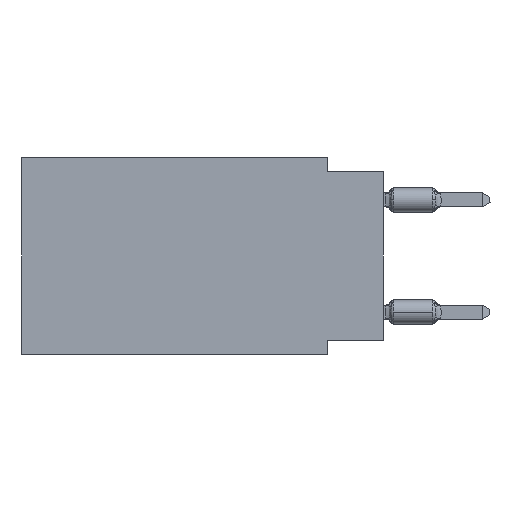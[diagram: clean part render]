
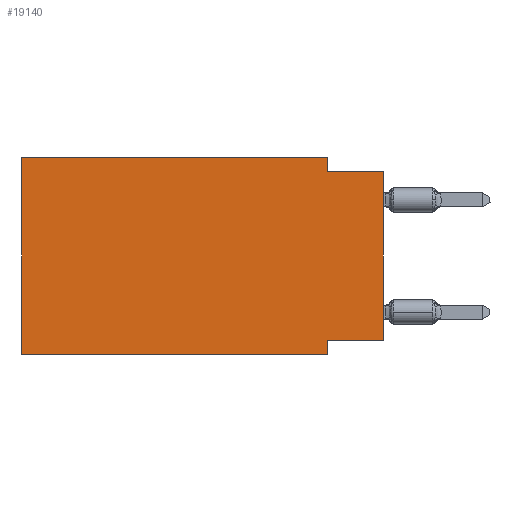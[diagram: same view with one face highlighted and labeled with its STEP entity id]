
A CAD part, left-side view. The second image highlights one B-rep face of the part: STEP entity #19140.
In plain terms, the highlighted planar face has unit normal (-1, 0, 0).
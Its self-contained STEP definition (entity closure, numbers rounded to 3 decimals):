
#226 = FACE_OUTER_BOUND ( 'NONE', #1784, .T. ) ;
#1568 = EDGE_CURVE ( 'NONE', #5089, #16375, #32176, .T. ) ;
#1665 = ORIENTED_EDGE ( 'NONE', *, *, #5055, .F. ) ;
#1732 = CARTESIAN_POINT ( 'NONE',  ( 0., 2.54, -0.635 ) ) ;
#1784 = EDGE_LOOP ( 'NONE', ( #15608, #35573, #1665, #35536, #29933, #35575, #8021, #7369 ) ) ;
#2641 = DIRECTION ( 'NONE',  ( 0., 0., 1. ) ) ;
#3496 = CARTESIAN_POINT ( 'NONE',  ( 0., 2.54, -8.255 ) ) ;
#3865 = LINE ( 'NONE', #26235, #16074 ) ;
#5055 = EDGE_CURVE ( 'NONE', #31305, #29795, #17607, .T. ) ;
#5089 = VERTEX_POINT ( 'NONE', #8112 ) ;
#7369 = ORIENTED_EDGE ( 'NONE', *, *, #19551, .F. ) ;
#7745 = VECTOR ( 'NONE', #39149, 1000. ) ;
#7935 = CARTESIAN_POINT ( 'NONE',  ( 0., 16.383, -8.89 ) ) ;
#8021 = ORIENTED_EDGE ( 'NONE', *, *, #40317, .F. ) ;
#8112 = CARTESIAN_POINT ( 'NONE',  ( 0., 16.383, -8.89 ) ) ;
#8240 = VERTEX_POINT ( 'NONE', #20582 ) ;
#8278 = LINE ( 'NONE', #41169, #38800 ) ;
#8734 = CARTESIAN_POINT ( 'NONE',  ( 0., 2.54, 0. ) ) ;
#10759 = CARTESIAN_POINT ( 'NONE',  ( 0., 2.54, 0. ) ) ;
#11342 = EDGE_CURVE ( 'NONE', #8240, #31305, #33763, .T. ) ;
#11573 = CARTESIAN_POINT ( 'NONE',  ( 0., 0., -8.255 ) ) ;
#11582 = LINE ( 'NONE', #39368, #7745 ) ;
#11995 = VECTOR ( 'NONE', #36959, 1000. ) ;
#12165 = VECTOR ( 'NONE', #2641, 1000. ) ;
#12759 = DIRECTION ( 'NONE',  ( 0., 1., 0. ) ) ;
#13576 = CARTESIAN_POINT ( 'NONE',  ( 0., 2.54, -8.89 ) ) ;
#15608 = ORIENTED_EDGE ( 'NONE', *, *, #27848, .T. ) ;
#16074 = VECTOR ( 'NONE', #12759, 1000. ) ;
#16375 = VERTEX_POINT ( 'NONE', #26638 ) ;
#17342 = DIRECTION ( 'NONE',  ( 0., 0., 1. ) ) ;
#17607 = LINE ( 'NONE', #10759, #25048 ) ;
#18073 = DIRECTION ( 'NONE',  ( 0., -1., 0. ) ) ;
#18795 = VECTOR ( 'NONE', #18073, 1000. ) ;
#19140 = ADVANCED_FACE ( 'NONE', ( #226 ), #36409, .F. ) ;
#19551 = EDGE_CURVE ( 'NONE', #41825, #23266, #3865, .T. ) ;
#20582 = CARTESIAN_POINT ( 'NONE',  ( 0., 16.383, 0. ) ) ;
#23189 = DIRECTION ( 'NONE',  ( 0., 0., -1. ) ) ;
#23266 = VERTEX_POINT ( 'NONE', #3496 ) ;
#25048 = VECTOR ( 'NONE', #31064, 1000. ) ;
#26235 = CARTESIAN_POINT ( 'NONE',  ( 0., 0., -8.255 ) ) ;
#26638 = CARTESIAN_POINT ( 'NONE',  ( 0., 2.54, -8.89 ) ) ;
#26786 = EDGE_CURVE ( 'NONE', #29795, #30732, #11582, .T. ) ;
#27848 = EDGE_CURVE ( 'NONE', #41825, #30732, #8278, .T. ) ;
#29561 = LINE ( 'NONE', #42150, #12165 ) ;
#29795 = VERTEX_POINT ( 'NONE', #1732 ) ;
#29933 = ORIENTED_EDGE ( 'NONE', *, *, #31879, .F. ) ;
#30454 = CARTESIAN_POINT ( 'NONE',  ( 0., 16.383, 0. ) ) ;
#30732 = VERTEX_POINT ( 'NONE', #41903 ) ;
#30770 = LINE ( 'NONE', #13576, #11995 ) ;
#31064 = DIRECTION ( 'NONE',  ( 0., 0., -1. ) ) ;
#31305 = VERTEX_POINT ( 'NONE', #8734 ) ;
#31879 = EDGE_CURVE ( 'NONE', #5089, #8240, #29561, .T. ) ;
#32176 = LINE ( 'NONE', #7935, #18795 ) ;
#33325 = AXIS2_PLACEMENT_3D ( 'NONE', #33769, #40388, #23189 ) ;
#33763 = LINE ( 'NONE', #30454, #42120 ) ;
#33769 = CARTESIAN_POINT ( 'NONE',  ( 0., 16.383, 0. ) ) ;
#35536 = ORIENTED_EDGE ( 'NONE', *, *, #11342, .F. ) ;
#35573 = ORIENTED_EDGE ( 'NONE', *, *, #26786, .F. ) ;
#35575 = ORIENTED_EDGE ( 'NONE', *, *, #1568, .T. ) ;
#36409 = PLANE ( 'NONE',  #33325 ) ;
#36959 = DIRECTION ( 'NONE',  ( 0., 0., -1. ) ) ;
#37274 = DIRECTION ( 'NONE',  ( 0., -1., 0. ) ) ;
#38800 = VECTOR ( 'NONE', #17342, 1000. ) ;
#39149 = DIRECTION ( 'NONE',  ( 0., -1., 0. ) ) ;
#39368 = CARTESIAN_POINT ( 'NONE',  ( 0., 0., -0.635 ) ) ;
#40317 = EDGE_CURVE ( 'NONE', #23266, #16375, #30770, .T. ) ;
#40388 = DIRECTION ( 'NONE',  ( 1., 0., 0. ) ) ;
#41169 = CARTESIAN_POINT ( 'NONE',  ( 0., 0., 0. ) ) ;
#41825 = VERTEX_POINT ( 'NONE', #11573 ) ;
#41903 = CARTESIAN_POINT ( 'NONE',  ( 0., 0., -0.635 ) ) ;
#42120 = VECTOR ( 'NONE', #37274, 1000. ) ;
#42150 = CARTESIAN_POINT ( 'NONE',  ( 0., 16.383, 0. ) ) ;
